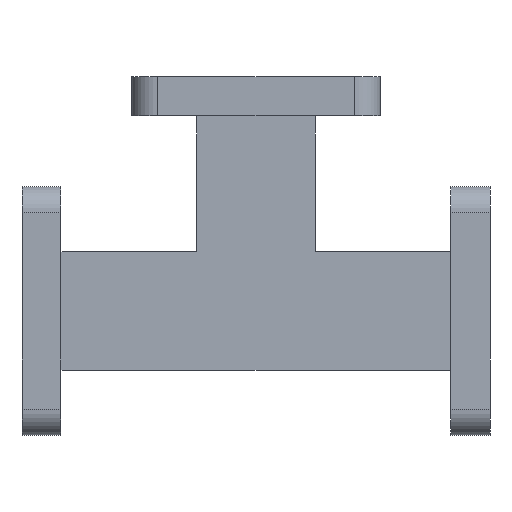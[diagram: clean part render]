
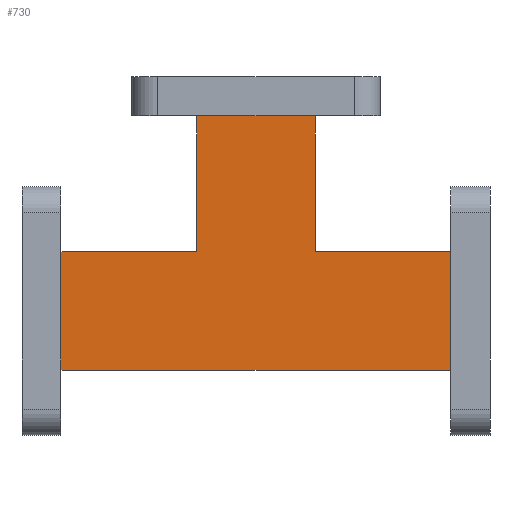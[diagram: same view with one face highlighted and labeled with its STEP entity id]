
A CAD part, front view. The second image highlights one B-rep face of the part: STEP entity #730.
In plain terms, the highlighted planar face has unit normal (0, -1, 0).
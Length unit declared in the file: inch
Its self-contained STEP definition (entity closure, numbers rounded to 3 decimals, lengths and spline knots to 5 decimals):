
#20 = DIRECTION ( 'NONE',  ( 0., 0., 1. ) ) ;
#80 = CARTESIAN_POINT ( 'NONE',  ( -0.59055, -0.11004, 0.17992 ) ) ;
#168 = CARTESIAN_POINT ( 'NONE',  ( 0., -0.11004, 0.59055 ) ) ;
#218 = CARTESIAN_POINT ( 'NONE',  ( 0.17992, -0.11004, -0.17992 ) ) ;
#231 = ORIENTED_EDGE ( 'NONE', *, *, #1063, .T. ) ;
#258 = CARTESIAN_POINT ( 'NONE',  ( -0.59055, -0.11004, -0.17992 ) ) ;
#328 = CARTESIAN_POINT ( 'NONE',  ( 0.70866, -0.11004, 0.17992 ) ) ;
#352 = AXIS2_PLACEMENT_3D ( 'NONE', #636, #2137, #419 ) ;
#353 = DIRECTION ( 'NONE',  ( 0., 0., -1. ) ) ;
#413 = ORIENTED_EDGE ( 'NONE', *, *, #795, .T. ) ;
#419 = DIRECTION ( 'NONE',  ( 0., 0., -1. ) ) ;
#430 = LINE ( 'NONE', #2066, #634 ) ;
#435 = DIRECTION ( 'NONE',  ( 0., 0., 1. ) ) ;
#462 = FACE_OUTER_BOUND ( 'NONE', #2052, .T. ) ;
#493 = DIRECTION ( 'NONE',  ( 1., 0., 0. ) ) ;
#519 = VECTOR ( 'NONE', #493, 39.37008 ) ;
#631 = LINE ( 'NONE', #1624, #2051 ) ;
#634 = VECTOR ( 'NONE', #1633, 39.37008 ) ;
#636 = CARTESIAN_POINT ( 'NONE',  ( -0.17992, -0.11004, -0.17992 ) ) ;
#696 = LINE ( 'NONE', #1532, #519 ) ;
#730 = ADVANCED_FACE ( 'NONE', ( #462 ), #1266, .T. ) ;
#795 = EDGE_CURVE ( 'NONE', #1824, #818, #1291, .T. ) ;
#802 = ORIENTED_EDGE ( 'NONE', *, *, #2693, .T. ) ;
#818 = VERTEX_POINT ( 'NONE', #1688 ) ;
#865 = LINE ( 'NONE', #1694, #1859 ) ;
#994 = VERTEX_POINT ( 'NONE', #1571 ) ;
#1063 = EDGE_CURVE ( 'NONE', #1912, #994, #631, .T. ) ;
#1130 = CARTESIAN_POINT ( 'NONE',  ( 0.17992, -0.11004, 0.17992 ) ) ;
#1147 = LINE ( 'NONE', #328, #1865 ) ;
#1177 = VECTOR ( 'NONE', #435, 39.37008 ) ;
#1216 = DIRECTION ( 'NONE',  ( -1., 0., 0. ) ) ;
#1266 = PLANE ( 'NONE',  #352 ) ;
#1291 = LINE ( 'NONE', #218, #1177 ) ;
#1387 = CARTESIAN_POINT ( 'NONE',  ( -0.59055, -0.11004, 0. ) ) ;
#1449 = ORIENTED_EDGE ( 'NONE', *, *, #1618, .T. ) ;
#1497 = VERTEX_POINT ( 'NONE', #80 ) ;
#1532 = CARTESIAN_POINT ( 'NONE',  ( -0.17992, -0.11004, -0.17992 ) ) ;
#1571 = CARTESIAN_POINT ( 'NONE',  ( 0.59055, -0.11004, 0.17992 ) ) ;
#1598 = DIRECTION ( 'NONE',  ( -1., 0., 0. ) ) ;
#1618 = EDGE_CURVE ( 'NONE', #994, #1824, #430, .T. ) ;
#1624 = CARTESIAN_POINT ( 'NONE',  ( 0.59055, -0.11004, 0. ) ) ;
#1633 = DIRECTION ( 'NONE',  ( -1., 0., 0. ) ) ;
#1644 = ORIENTED_EDGE ( 'NONE', *, *, #1977, .T. ) ;
#1679 = VERTEX_POINT ( 'NONE', #2283 ) ;
#1688 = CARTESIAN_POINT ( 'NONE',  ( 0.17992, -0.11004, 0.59055 ) ) ;
#1694 = CARTESIAN_POINT ( 'NONE',  ( -0.17992, -0.11004, -0.17992 ) ) ;
#1707 = ORIENTED_EDGE ( 'NONE', *, *, #2616, .T. ) ;
#1783 = LINE ( 'NONE', #1387, #2251 ) ;
#1824 = VERTEX_POINT ( 'NONE', #1130 ) ;
#1859 = VECTOR ( 'NONE', #2529, 39.37008 ) ;
#1865 = VECTOR ( 'NONE', #1598, 39.37008 ) ;
#1906 = VECTOR ( 'NONE', #1216, 39.37008 ) ;
#1912 = VERTEX_POINT ( 'NONE', #2599 ) ;
#1926 = ORIENTED_EDGE ( 'NONE', *, *, #2163, .F. ) ;
#1977 = EDGE_CURVE ( 'NONE', #1497, #2499, #1783, .T. ) ;
#2051 = VECTOR ( 'NONE', #20, 39.37008 ) ;
#2052 = EDGE_LOOP ( 'NONE', ( #802, #1644, #1707, #231, #1449, #413, #2394, #1926 ) ) ;
#2066 = CARTESIAN_POINT ( 'NONE',  ( 0.70866, -0.11004, 0.17992 ) ) ;
#2137 = DIRECTION ( 'NONE',  ( 0., -1., 0. ) ) ;
#2163 = EDGE_CURVE ( 'NONE', #1679, #2311, #865, .T. ) ;
#2239 = LINE ( 'NONE', #168, #1906 ) ;
#2251 = VECTOR ( 'NONE', #353, 39.37008 ) ;
#2283 = CARTESIAN_POINT ( 'NONE',  ( -0.17992, -0.11004, 0.17992 ) ) ;
#2311 = VERTEX_POINT ( 'NONE', #2648 ) ;
#2380 = EDGE_CURVE ( 'NONE', #818, #2311, #2239, .T. ) ;
#2394 = ORIENTED_EDGE ( 'NONE', *, *, #2380, .T. ) ;
#2499 = VERTEX_POINT ( 'NONE', #258 ) ;
#2529 = DIRECTION ( 'NONE',  ( 0., 0., 1. ) ) ;
#2599 = CARTESIAN_POINT ( 'NONE',  ( 0.59055, -0.11004, -0.17992 ) ) ;
#2616 = EDGE_CURVE ( 'NONE', #2499, #1912, #696, .T. ) ;
#2648 = CARTESIAN_POINT ( 'NONE',  ( -0.17992, -0.11004, 0.59055 ) ) ;
#2693 = EDGE_CURVE ( 'NONE', #1679, #1497, #1147, .T. ) ;
